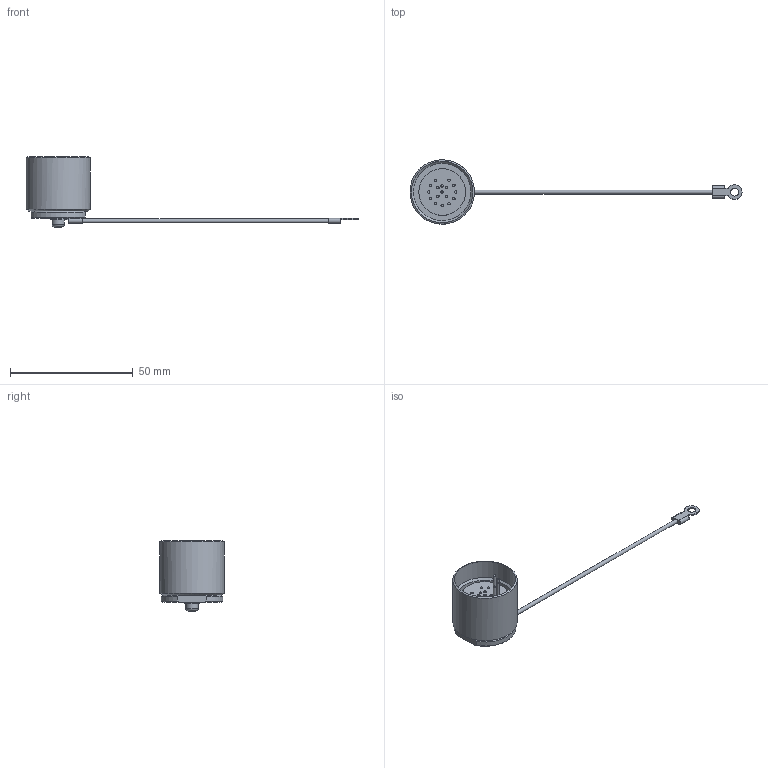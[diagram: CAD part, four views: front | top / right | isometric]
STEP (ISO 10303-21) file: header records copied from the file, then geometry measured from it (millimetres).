
FILE_DESCRIPTION(/* description */ ('STEP AP214'),/* implementation_level */ '2;1');
FILE_NAME(/* name */ '555676_CAMF-B-M25-G4',/* time_stamp */ '2024-08-05T16:23:22+02:00',/* author */ ('License CC BY-ND 4.0'),/* organization */ ('CADENAS'),/* preprocessor_version */ 'ST-DEVELOPER v19.3',/* originating_system */ 'PARTsolutions',/* authorisation */ ' ');
FILE_SCHEMA (('AUTOMOTIVE_DESIGN {1 0 10303 214 3 1 1}'));
Length unit declared in the file: millimetre
Products named in the file (1): 555676 CAMF-B-M25-G4
Bounding box: 135.1 x 26.2 x 28.5 mm (x, y, z)
Volume: 8574.5 mm3; surface area: 5740.8 mm2
Topology: 1 solids, 2 shells, 95 faces, 191 edges, 123 vertices
Faces by surface type: plane 53, cylinder 34, cone 7, torus 1
Full cylindrical faces by diameter (mm): 1 x17, 1.6 x1, 3 x1, 3.2 x2, 5 x1, 19 x1, 23.376 x1, 25 x1, 26.2 x1
Entity records: 2352 total; most frequent: DIRECTION 418, CARTESIAN_POINT 400, ORIENTED_EDGE 318, AXIS2_PLACEMENT_3D 171, EDGE_CURVE 159, EDGE_LOOP 152, FACE_BOUND 152, VERTEX_POINT 121
